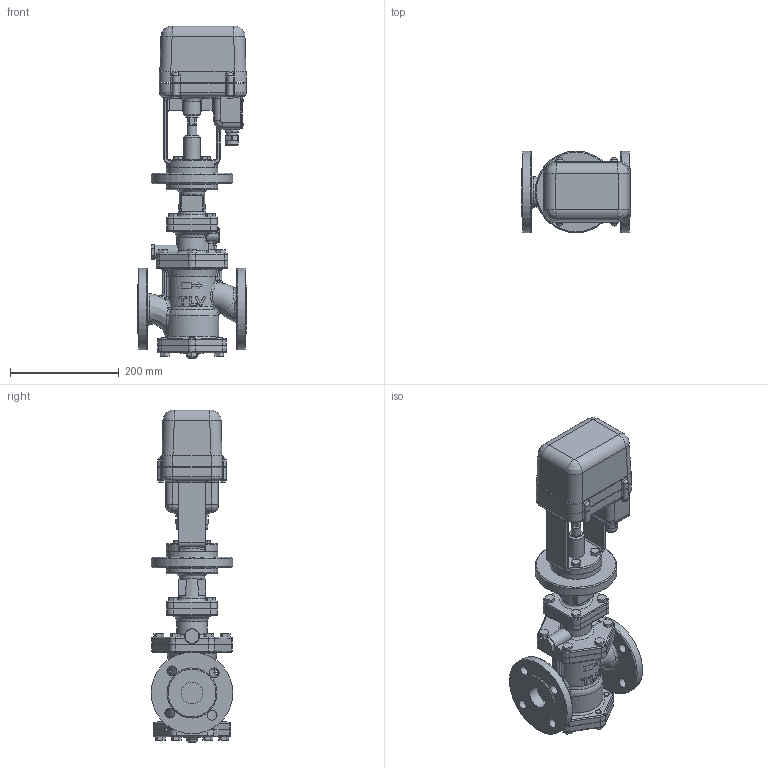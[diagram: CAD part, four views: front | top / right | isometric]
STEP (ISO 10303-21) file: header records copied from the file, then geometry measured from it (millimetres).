
FILE_DESCRIPTION((''),'2;1');
FILE_NAME('ccr3x-040-e0025-00.stp','2009-08-27T13:58:50',('nakaot'),(''),'Autodesk Inventor 2008','Autodesk Inventor 2008','');
FILE_SCHEMA(('AUTOMOTIVE_DESIGN { 1 0 10303 214 1 1 1 1 }'));
Length unit declared in the file: millimetre
Products named in the file (1): ccr3x-040-e0025-00
Bounding box: 200 x 150 x 610 mm (x, y, z)
Volume: 6021759.2 mm3; surface area: 583929.5 mm2
Topology: 1 solids, 3 shells, 1360 faces, 3277 edges, 1987 vertices
Faces by surface type: plane 540, cylinder 337, bspline 336, torus 74, cone 60, sphere 13
Full cylindrical faces by diameter (mm): 4.6 x4, 5.3 x4, 6 x8, 7 x4, 10 x40, 18 x1, 20 x2, 23 x1, 24 x2, 27 x1, 28 x1, 30 x1, 32 x1, 40 x2, 50 x2, 70 x1, 90 x1, 95 x3, 150 x3
Entity records: 70883 total; most frequent: CARTESIAN_POINT 41972, ORIENTED_EDGE 6040, DIRECTION 5556, EDGE_CURVE 3020, AXIS2_PLACEMENT_3D 2115, VERTEX_POINT 1924, EDGE_LOOP 1692, FACE_OUTER_BOUND 1360
